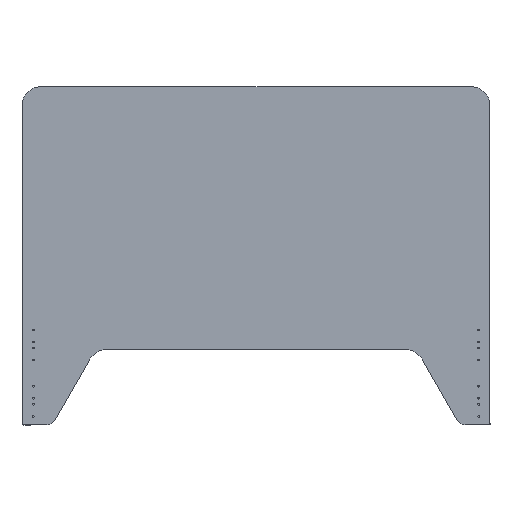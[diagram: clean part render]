
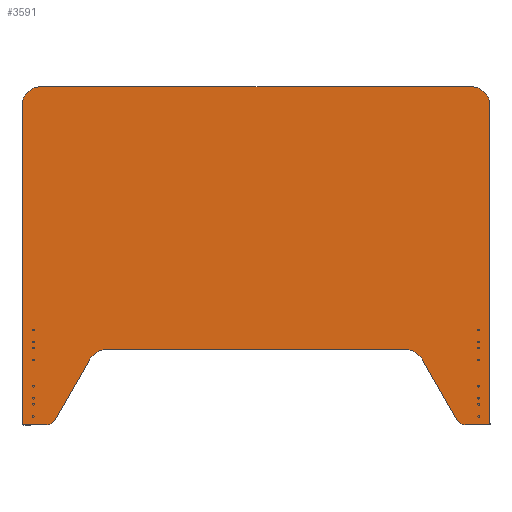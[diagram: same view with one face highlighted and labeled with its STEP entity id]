
A CAD part, left-side view. The second image highlights one B-rep face of the part: STEP entity #3591.
In plain terms, the highlighted planar face has unit normal (-1, 0, 0).
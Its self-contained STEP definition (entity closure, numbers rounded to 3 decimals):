
#240=PLANE('',#4007);
#446=FACE_OUTER_BOUND('',#704,.T.);
#704=EDGE_LOOP('',(#3220,#3221,#3222,#3223,#3224,#3225,#3226,#3227,#3228,
#3229,#3230,#3231,#3232,#3233));
#915=LINE('',#5731,#1233);
#949=LINE('',#5828,#1267);
#1026=LINE('',#6061,#1344);
#1029=LINE('',#6069,#1347);
#1031=LINE('',#6075,#1349);
#1034=LINE('',#6083,#1352);
#1035=LINE('',#6085,#1353);
#1036=LINE('',#6087,#1354);
#1233=VECTOR('',#4675,10.);
#1267=VECTOR('',#4743,10.);
#1344=VECTOR('',#5012,10.);
#1347=VECTOR('',#5021,10.);
#1349=VECTOR('',#5029,10.);
#1352=VECTOR('',#5038,10.);
#1353=VECTOR('',#5041,10.);
#1354=VECTOR('',#5044,10.);
#1472=CIRCLE('',#3881,50.);
#1486=CIRCLE('',#3898,50.);
#1520=CIRCLE('',#3994,50.);
#1521=CIRCLE('',#3997,50.);
#1522=CIRCLE('',#4000,25.);
#1523=CIRCLE('',#4003,25.);
#1720=VERTEX_POINT('',#5721);
#1721=VERTEX_POINT('',#5723);
#1723=VERTEX_POINT('',#5729);
#1767=VERTEX_POINT('',#5821);
#1768=VERTEX_POINT('',#5822);
#1769=VERTEX_POINT('',#5827);
#1827=VERTEX_POINT('',#6053);
#1828=VERTEX_POINT('',#6055);
#1829=VERTEX_POINT('',#6059);
#1830=VERTEX_POINT('',#6063);
#1831=VERTEX_POINT('',#6067);
#1832=VERTEX_POINT('',#6071);
#1833=VERTEX_POINT('',#6077);
#1834=VERTEX_POINT('',#6078);
#2129=EDGE_CURVE('',#1720,#1721,#1472,.T.);
#2133=EDGE_CURVE('',#1723,#1720,#915,.T.);
#2178=EDGE_CURVE('',#1767,#1768,#1486,.T.);
#2181=EDGE_CURVE('',#1768,#1769,#949,.T.);
#2289=EDGE_CURVE('',#1827,#1828,#1520,.T.);
#2292=EDGE_CURVE('',#1827,#1829,#1026,.T.);
#2294=EDGE_CURVE('',#1830,#1829,#1521,.T.);
#2296=EDGE_CURVE('',#1830,#1831,#1029,.T.);
#2297=EDGE_CURVE('',#1832,#1831,#1522,.T.);
#2299=EDGE_CURVE('',#1832,#1769,#1031,.T.);
#2300=EDGE_CURVE('',#1833,#1834,#1523,.T.);
#2303=EDGE_CURVE('',#1834,#1723,#1034,.T.);
#2304=EDGE_CURVE('',#1721,#1767,#1035,.T.);
#2305=EDGE_CURVE('',#1833,#1828,#1036,.T.);
#3220=ORIENTED_EDGE('',*,*,#2129,.F.);
#3221=ORIENTED_EDGE('',*,*,#2133,.F.);
#3222=ORIENTED_EDGE('',*,*,#2303,.F.);
#3223=ORIENTED_EDGE('',*,*,#2300,.F.);
#3224=ORIENTED_EDGE('',*,*,#2305,.T.);
#3225=ORIENTED_EDGE('',*,*,#2289,.F.);
#3226=ORIENTED_EDGE('',*,*,#2292,.T.);
#3227=ORIENTED_EDGE('',*,*,#2294,.F.);
#3228=ORIENTED_EDGE('',*,*,#2296,.T.);
#3229=ORIENTED_EDGE('',*,*,#2297,.F.);
#3230=ORIENTED_EDGE('',*,*,#2299,.T.);
#3231=ORIENTED_EDGE('',*,*,#2181,.F.);
#3232=ORIENTED_EDGE('',*,*,#2178,.F.);
#3233=ORIENTED_EDGE('',*,*,#2304,.F.);
#3591=ADVANCED_FACE('',(#446),#240,.T.);
#3881=AXIS2_PLACEMENT_3D('',#5724,#4668,#4669);
#3898=AXIS2_PLACEMENT_3D('',#5823,#4737,#4738);
#3994=AXIS2_PLACEMENT_3D('',#6056,#5006,#5007);
#3997=AXIS2_PLACEMENT_3D('',#6065,#5016,#5017);
#4000=AXIS2_PLACEMENT_3D('',#6072,#5024,#5025);
#4003=AXIS2_PLACEMENT_3D('',#6079,#5032,#5033);
#4007=AXIS2_PLACEMENT_3D('',#6088,#5045,#5046);
#4668=DIRECTION('center_axis',(1.,0.,0.));
#4669=DIRECTION('ref_axis',(0.,0.707,0.707));
#4675=DIRECTION('',(0.,0.,1.));
#4737=DIRECTION('center_axis',(1.,0.,0.));
#4738=DIRECTION('ref_axis',(0.,-0.707,0.707));
#4743=DIRECTION('',(0.,0.,-1.));
#5006=DIRECTION('center_axis',(-1.,0.,0.));
#5007=DIRECTION('ref_axis',(0.,0.5,0.866));
#5012=DIRECTION('',(0.,-1.,0.));
#5016=DIRECTION('center_axis',(-1.,0.,0.));
#5017=DIRECTION('ref_axis',(0.,-0.5,0.866));
#5021=DIRECTION('',(0.,-0.5,-0.866));
#5024=DIRECTION('center_axis',(1.,0.,0.));
#5025=DIRECTION('ref_axis',(0.,0.5,-0.866));
#5029=DIRECTION('',(0.,-1.,0.));
#5032=DIRECTION('center_axis',(1.,0.,0.));
#5033=DIRECTION('ref_axis',(0.,-0.5,-0.866));
#5038=DIRECTION('',(0.,1.,0.));
#5041=DIRECTION('',(0.,-1.,0.));
#5044=DIRECTION('',(0.,-0.5,0.866));
#5045=DIRECTION('center_axis',(-1.,0.,0.));
#5046=DIRECTION('ref_axis',(0.,0.,1.));
#5721=CARTESIAN_POINT('',(-18.,23.,850.));
#5723=CARTESIAN_POINT('',(-18.,-27.,900.));
#5724=CARTESIAN_POINT('Origin',(-18.,-27.,850.));
#5729=CARTESIAN_POINT('',(-18.,23.,0.));
#5731=CARTESIAN_POINT('',(-18.,23.,900.));
#5821=CARTESIAN_POINT('',(-18.,-1173.,900.));
#5822=CARTESIAN_POINT('',(-18.,-1223.,850.));
#5823=CARTESIAN_POINT('Origin',(-18.,-1173.,850.));
#5827=CARTESIAN_POINT('',(-18.,-1223.,0.));
#5828=CARTESIAN_POINT('',(-18.,-1223.,900.));
#6053=CARTESIAN_POINT('',(-18.,-201.338,200.));
#6055=CARTESIAN_POINT('',(-18.,-158.036,175.));
#6056=CARTESIAN_POINT('Origin',(-18.,-201.338,150.));
#6059=CARTESIAN_POINT('',(-18.,-998.662,200.));
#6061=CARTESIAN_POINT('',(-18.,-1027.53,200.));
#6063=CARTESIAN_POINT('',(-18.,-1041.964,175.));
#6065=CARTESIAN_POINT('Origin',(-18.,-998.662,150.));
#6067=CARTESIAN_POINT('',(-18.,-1135.783,12.5));
#6069=CARTESIAN_POINT('',(-18.,-1027.53,200.));
#6071=CARTESIAN_POINT('',(-18.,-1157.434,0.));
#6072=CARTESIAN_POINT('Origin',(-18.,-1157.434,25.));
#6075=CARTESIAN_POINT('',(-18.,-1218.,0.));
#6077=CARTESIAN_POINT('',(-18.,-64.217,12.5));
#6078=CARTESIAN_POINT('',(-18.,-42.566,0.));
#6079=CARTESIAN_POINT('Origin',(-18.,-42.566,25.));
#6083=CARTESIAN_POINT('',(-18.,18.,0.));
#6085=CARTESIAN_POINT('',(-18.,-1218.,900.));
#6087=CARTESIAN_POINT('',(-18.,-57.,0.));
#6088=CARTESIAN_POINT('Origin',(-18.,9.,200.));
